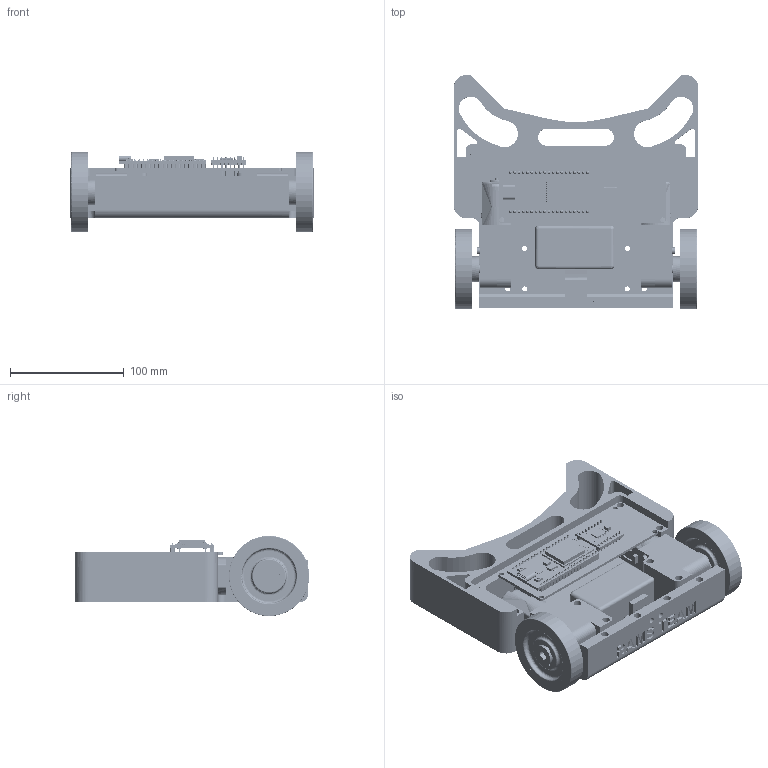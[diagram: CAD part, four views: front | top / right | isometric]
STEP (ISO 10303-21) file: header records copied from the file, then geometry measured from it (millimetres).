
FILE_DESCRIPTION(('FreeCAD Model'),'2;1');
FILE_NAME('Open CASCADE Shape Model','2025-05-03T02:00:41',('FreeCAD'),( 'FreeCAD'),'Open CASCADE STEP processor 7.6','FreeCAD','Unknown');
FILE_SCHEMA(('AUTOMOTIVE_DESIGN { 1 0 10303 214 1 1 1 1 }'));
Products named in the file (1): Open CASCADE STEP translator 7.6 1
Bounding box: 215.24 x 206.37 x 70.63 mm (x, y, z)
Volume: 921361.4 mm3; surface area: 335198.5 mm2
Topology: 112 solids, 112 shells, 8330 faces, 22376 edges, 14684 vertices
Faces by surface type: bspline 8330
Entity records: 264789 total; most frequent: CARTESIAN_POINT 134897, ORIENTED_EDGE 44680, EDGE_CURVE 22340, B_SPLINE_CURVE_WITH_KNOTS 16344, VERTEX_POINT 14684, FACE_BOUND 8980, EDGE_LOOP 8980, ADVANCED_FACE 8330
